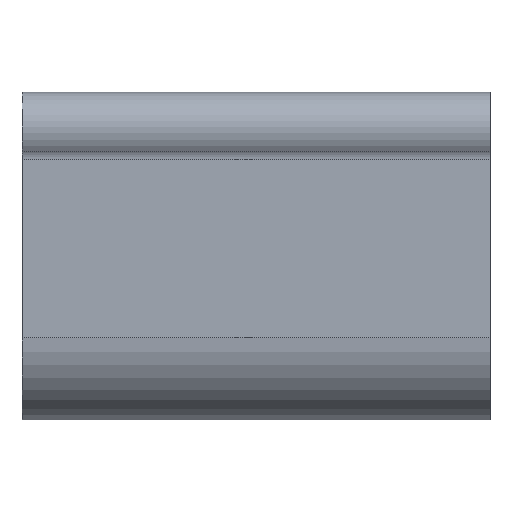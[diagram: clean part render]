
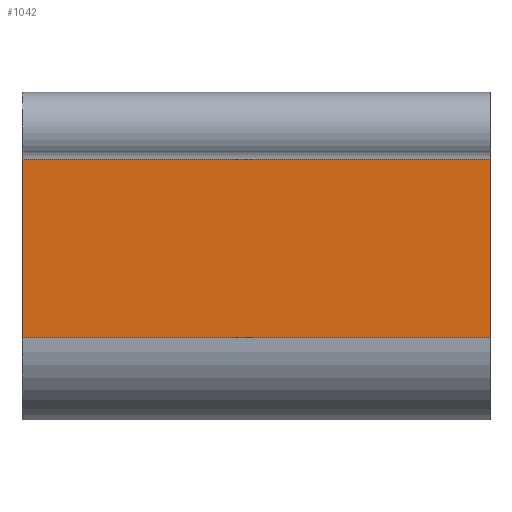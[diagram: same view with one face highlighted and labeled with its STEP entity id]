
A CAD part, left-side view. The second image highlights one B-rep face of the part: STEP entity #1042.
In plain terms, the highlighted planar face has unit normal (-1, 0, 0).
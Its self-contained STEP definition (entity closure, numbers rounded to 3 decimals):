
#123=FACE_OUTER_BOUND('',#176,.T.);
#176=EDGE_LOOP('',(#799,#800,#801,#802));
#267=LINE('',#1679,#374);
#268=LINE('',#1682,#375);
#269=LINE('',#1684,#376);
#270=LINE('',#1685,#377);
#374=VECTOR('',#1372,10.);
#375=VECTOR('',#1375,10.);
#376=VECTOR('',#1376,10.);
#377=VECTOR('',#1377,10.);
#482=VERTEX_POINT('',#1675);
#483=VERTEX_POINT('',#1677);
#484=VERTEX_POINT('',#1681);
#485=VERTEX_POINT('',#1683);
#615=EDGE_CURVE('',#482,#483,#267,.T.);
#616=EDGE_CURVE('',#482,#484,#268,.T.);
#617=EDGE_CURVE('',#485,#483,#269,.T.);
#618=EDGE_CURVE('',#484,#485,#270,.T.);
#799=ORIENTED_EDGE('',*,*,#616,.F.);
#800=ORIENTED_EDGE('',*,*,#615,.T.);
#801=ORIENTED_EDGE('',*,*,#617,.F.);
#802=ORIENTED_EDGE('',*,*,#618,.F.);
#996=PLANE('',#1147);
#1042=ADVANCED_FACE('',(#123),#996,.T.);
#1147=AXIS2_PLACEMENT_3D('',#1680,#1373,#1374);
#1372=DIRECTION('',(0.,1.,0.));
#1373=DIRECTION('center_axis',(-1.,0.,0.));
#1374=DIRECTION('ref_axis',(0.,0.,1.));
#1375=DIRECTION('',(0.,0.,-1.));
#1376=DIRECTION('',(0.,0.,1.));
#1377=DIRECTION('',(0.,1.,0.));
#1675=CARTESIAN_POINT('',(-15.,0.,-1.325));
#1677=CARTESIAN_POINT('',(-15.,100.,-1.325));
#1679=CARTESIAN_POINT('',(-15.,0.,-1.325));
#1680=CARTESIAN_POINT('Origin',(-15.,0.,-39.477));
#1681=CARTESIAN_POINT('',(-15.,0.,-39.477));
#1682=CARTESIAN_POINT('',(-15.,0.,-1.325));
#1683=CARTESIAN_POINT('',(-15.,100.,-39.477));
#1684=CARTESIAN_POINT('',(-15.,100.,-1.325));
#1685=CARTESIAN_POINT('',(-15.,0.,-39.477));
